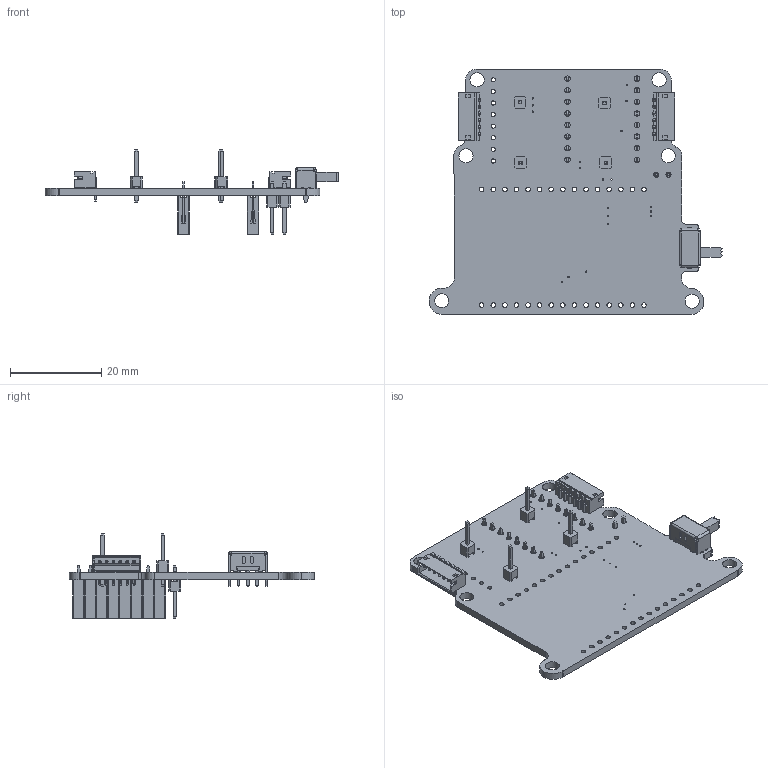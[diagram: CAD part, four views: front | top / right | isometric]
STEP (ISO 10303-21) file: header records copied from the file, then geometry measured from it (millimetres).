
FILE_DESCRIPTION(('Designed by EasyEDA Pro'),'2;1');
FILE_NAME('Open CASCADE Shape Model','2022-03-08T10:29:58',('Author'),( 'Open CASCADE'),'Open CASCADE STEP processor 7.5','Open CASCADE 7.5' ,'Unknown');
FILE_SCHEMA(('AUTOMOTIVE_DESIGN { 1 0 10303 214 1 1 1 1 }'));
Length unit declared in the file: millimetre
Products named in the file (22): PCBModel; COMPOUND; 12VIN+; HDR-TH_1P-P2.54-V-M; SOLID; 5VOUT+; GND; GND2; +; GND1; SWITCH; SW-TH_SK-12D07-X-X; =>[0:1:1:13]; =>[0:1:1:15]; CN1; CONN-TH_ZH-6AW; =>[0:1:1:19]; CN2; L_FRONT; HDR-TH_8P-P2.54-V_A2541HWV-8P; R_FRONT
Assembly tree (28 placements, depth 4):
  PCBModel
    COMPOUND
    12VIN+
      HDR-TH_1P-P2.54-V-M
        SOLID
    5VOUT+
      HDR-TH_1P-P2.54-V-M
        SOLID
    GND
      HDR-TH_1P-P2.54-V-M
        SOLID
    GND2
      HDR-TH_1P-P2.54-V-M
        SOLID
    +
      HDR-TH_1P-P2.54-V-M
        SOLID
    GND1
      HDR-TH_1P-P2.54-V-M
        SOLID
    SWITCH
      SW-TH_SK-12D07-X-X
        =>[0:1:1:13]
        =>[0:1:1:15]
    CN1
      CONN-TH_ZH-6AW
        =>[0:1:1:19]
    CN2
      CONN-TH_ZH-6AW
        =>[0:1:1:19]
    L_FRONT
      HDR-TH_8P-P2.54-V_A2541HWV-8P
        COMPOUND
    R_FRONT
      HDR-TH_8P-P2.54-V_A2541HWV-8P
        COMPOUND
Bounding box: 64.36 x 53.73 x 18.6 mm (x, y, z)
Volume: 5261.2 mm3; surface area: 9778.8 mm2
Topology: 41 solids, 41 shells, 3570 faces, 9376 edges, 6076 vertices
Faces by surface type: plane 2439, cylinder 751, bspline 308, cone 48, torus 24
Full cylindrical faces by diameter (mm): 0.305 x19, 0.7 x12, 0.914 x11, 1 x30, 1.1 x6, 1.2 x16, 3.1 x6
Entity records: 72384 total; most frequent: CARTESIAN_POINT 17510, ORIENTED_EDGE 9736, DIRECTION 8700, EDGE_CURVE 4868, LINE 3730, VECTOR 3730, VERTEX_POINT 3162, AXIS2_PLACEMENT_3D 2485
